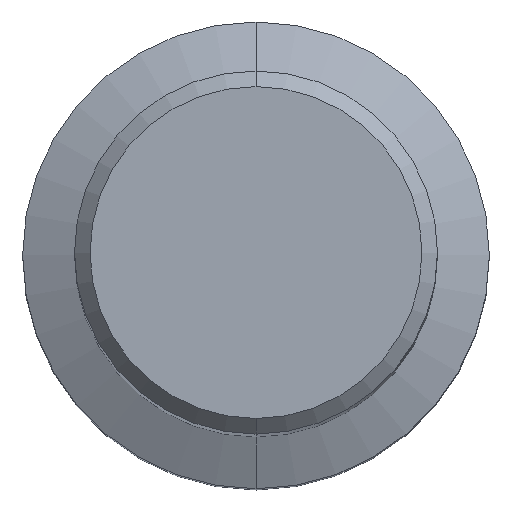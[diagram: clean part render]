
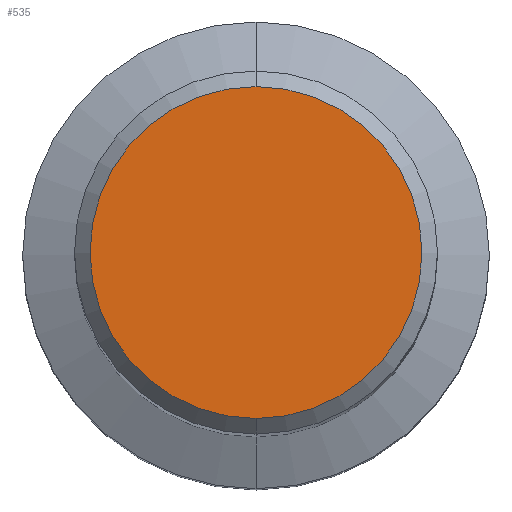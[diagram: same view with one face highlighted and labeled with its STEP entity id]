
A CAD part, top view. The second image highlights one B-rep face of the part: STEP entity #535.
In plain terms, the highlighted planar face has unit normal (0, 0, 1).
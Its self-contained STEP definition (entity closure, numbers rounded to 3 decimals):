
#209=VERTEX_POINT('',#565);
#305=EDGE_CURVE('',#463,#209,#673,.T.);
#463=VERTEX_POINT('',#849);
#493=EDGE_CURVE('',#209,#463,#883,.T.);
#535=ADVANCED_FACE('',(#926),#927,.T.);
#565=CARTESIAN_POINT('',(0.,-6.4,0.0));
#673=CIRCLE('',#1179,6.4);
#849=CARTESIAN_POINT('',(0.0,6.4,0.0));
#883=CIRCLE('',#1631,6.4);
#926=FACE_OUTER_BOUND('',#1704,.T.);
#927=PLANE('',#1705);
#1179=AXIS2_PLACEMENT_3D('',#1880,#1881,#1882);
#1631=AXIS2_PLACEMENT_3D('',#2105,#2106,#2107);
#1704=EDGE_LOOP('',(#2134,#2135));
#1705=AXIS2_PLACEMENT_3D('',#2136,#2137,#2138);
#1880=CARTESIAN_POINT('',(0.0,0.0,0.0));
#1881=DIRECTION('',(0.0,0.0,-1.0));
#1882=DIRECTION('',(0.0,1.0,0.0));
#2105=CARTESIAN_POINT('',(0.0,0.0,0.0));
#2106=DIRECTION('',(0.0,0.0,-1.0));
#2107=DIRECTION('',(0.0,1.0,0.0));
#2134=ORIENTED_EDGE('',*,*,#305,.F.);
#2135=ORIENTED_EDGE('',*,*,#493,.F.);
#2136=CARTESIAN_POINT('',(0.0,3.2,0.0));
#2137=DIRECTION('',(-0.0,0.0,1.0));
#2138=DIRECTION('',(0.0,-1.0,0.0));
